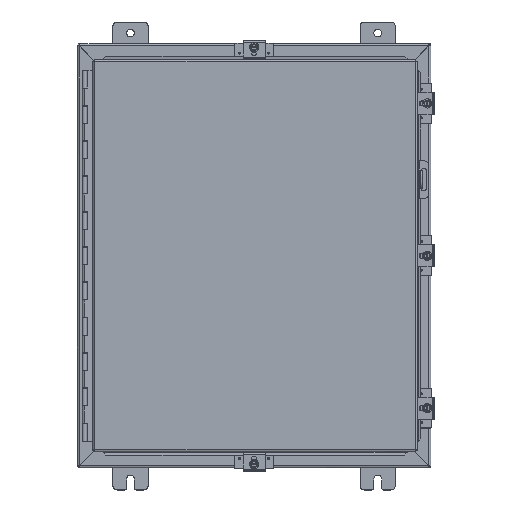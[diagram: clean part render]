
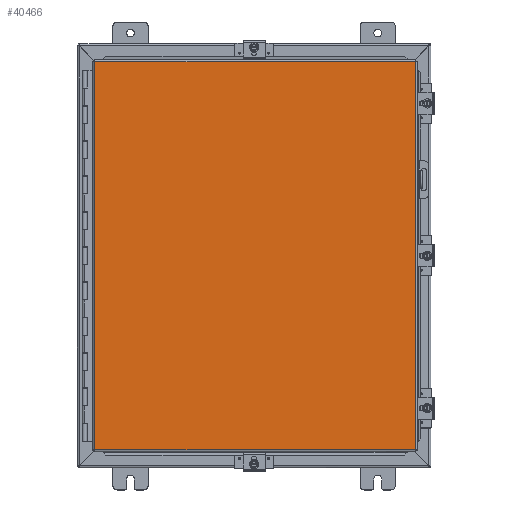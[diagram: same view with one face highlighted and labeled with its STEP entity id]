
A CAD part, top view. The second image highlights one B-rep face of the part: STEP entity #40466.
In plain terms, the highlighted face is planar.
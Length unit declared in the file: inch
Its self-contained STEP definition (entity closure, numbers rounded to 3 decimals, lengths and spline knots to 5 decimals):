
#330 = DIRECTION ( 'NONE',  ( 0., -1., 0. ) ) ;
#1189 = AXIS2_PLACEMENT_3D ( 'NONE', #18358, #40148, #21415 ) ;
#1982 = VECTOR ( 'NONE', #35859, 39.37008 ) ;
#1995 = DIRECTION ( 'NONE',  ( -1., 0., 0. ) ) ;
#2093 = CARTESIAN_POINT ( 'NONE',  ( 4.54113, -10.9885, 0. ) ) ;
#2155 = ORIENTED_EDGE ( 'NONE', *, *, #35809, .T. ) ;
#4034 = EDGE_CURVE ( 'NONE', #32589, #15989, #21566, .T. ) ;
#7290 = CARTESIAN_POINT ( 'NONE',  ( 9.08225, -10.9885, 0. ) ) ;
#9365 = VECTOR ( 'NONE', #36897, 39.37008 ) ;
#9889 = CARTESIAN_POINT ( 'NONE',  ( 9.08225, 5.49425, 0. ) ) ;
#12015 = VECTOR ( 'NONE', #330, 39.37008 ) ;
#12024 = CARTESIAN_POINT ( 'NONE',  ( -9.08225, -5.49425, 0. ) ) ;
#13047 = CARTESIAN_POINT ( 'NONE',  ( -9.08225, 10.9885, 0. ) ) ;
#14006 = EDGE_LOOP ( 'NONE', ( #20457, #14891, #2155, #33010 ) ) ;
#14891 = ORIENTED_EDGE ( 'NONE', *, *, #17529, .T. ) ;
#15989 = VERTEX_POINT ( 'NONE', #36289 ) ;
#17125 = VERTEX_POINT ( 'NONE', #27211 ) ;
#17278 = CARTESIAN_POINT ( 'NONE',  ( -4.59375, 10.9885, 0. ) ) ;
#17529 = EDGE_CURVE ( 'NONE', #33188, #17125, #19664, .T. ) ;
#18358 = CARTESIAN_POINT ( 'NONE',  ( 0., 0., 0. ) ) ;
#19664 = LINE ( 'NONE', #17278, #1982 ) ;
#20457 = ORIENTED_EDGE ( 'NONE', *, *, #31099, .T. ) ;
#21415 = DIRECTION ( 'NONE',  ( 1., 0., 0. ) ) ;
#21566 = LINE ( 'NONE', #2093, #36190 ) ;
#24412 = PLANE ( 'NONE',  #1189 ) ;
#25884 = LINE ( 'NONE', #12024, #9365 ) ;
#27211 = CARTESIAN_POINT ( 'NONE',  ( 9.08225, 10.9885, 0. ) ) ;
#29486 = LINE ( 'NONE', #9889, #12015 ) ;
#31099 = EDGE_CURVE ( 'NONE', #15989, #33188, #25884, .T. ) ;
#32589 = VERTEX_POINT ( 'NONE', #7290 ) ;
#32839 = FACE_OUTER_BOUND ( 'NONE', #14006, .T. ) ;
#33010 = ORIENTED_EDGE ( 'NONE', *, *, #4034, .T. ) ;
#33188 = VERTEX_POINT ( 'NONE', #13047 ) ;
#35809 = EDGE_CURVE ( 'NONE', #17125, #32589, #29486, .T. ) ;
#35859 = DIRECTION ( 'NONE',  ( 1., 0., 0. ) ) ;
#36190 = VECTOR ( 'NONE', #1995, 39.37008 ) ;
#36289 = CARTESIAN_POINT ( 'NONE',  ( -9.08225, -10.9885, 0. ) ) ;
#36897 = DIRECTION ( 'NONE',  ( 0., 1., 0. ) ) ;
#40148 = DIRECTION ( 'NONE',  ( 0., 0., 1. ) ) ;
#40466 = ADVANCED_FACE ( 'NONE', ( #32839 ), #24412, .F. ) ;
